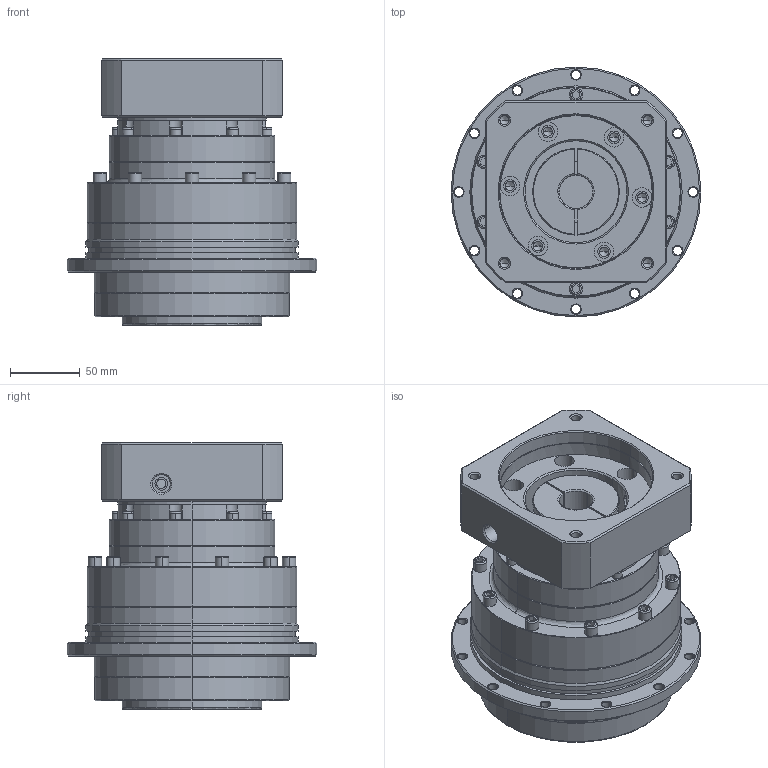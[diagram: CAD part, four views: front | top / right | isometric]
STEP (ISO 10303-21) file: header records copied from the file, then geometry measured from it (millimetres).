
FILE_DESCRIPTION (( 'STEP AP214' ), '1' );
FILE_NAME ('SD140-L2-24-110-145M8.STEP', '2022-02-25T00:07:30', ( 'admin' ), ( '' ), 'SwSTEP 2.0', 'SolidWorks 2013', '' );
FILE_SCHEMA (( 'AUTOMOTIVE_DESIGN' ));
Length unit declared in the file: millimetre
Products named in the file (4): SD140; PB115-110-145M8; PB142-L2_X2_58F34F537AEF_X0_; SD140-L2-24-110-145M8
Assembly tree (3 placements, depth 2):
  SD140-L2-24-110-145M8
    PB142-L2_X2_58F34F537AEF_X0_
    PB115-110-145M8
    SD140
Bounding box: 179 x 179 x 191 mm (x, y, z)
Volume: 2594786.6 mm3; surface area: 248096.9 mm2
Topology: 3 solids, 3 shells, 778 faces, 1844 edges, 1094 vertices
Faces by surface type: cylinder 279, cone 249, plane 207, bspline 43
Entity records: 31974 total; most frequent: CARTESIAN_POINT 5548, DIRECTION 3906, ORIENTED_EDGE 3492, EDGE_CURVE 1746, AXIS2_PLACEMENT_3D 1518, VERTEX_POINT 1088, EDGE_LOOP 942, VECTOR 870
